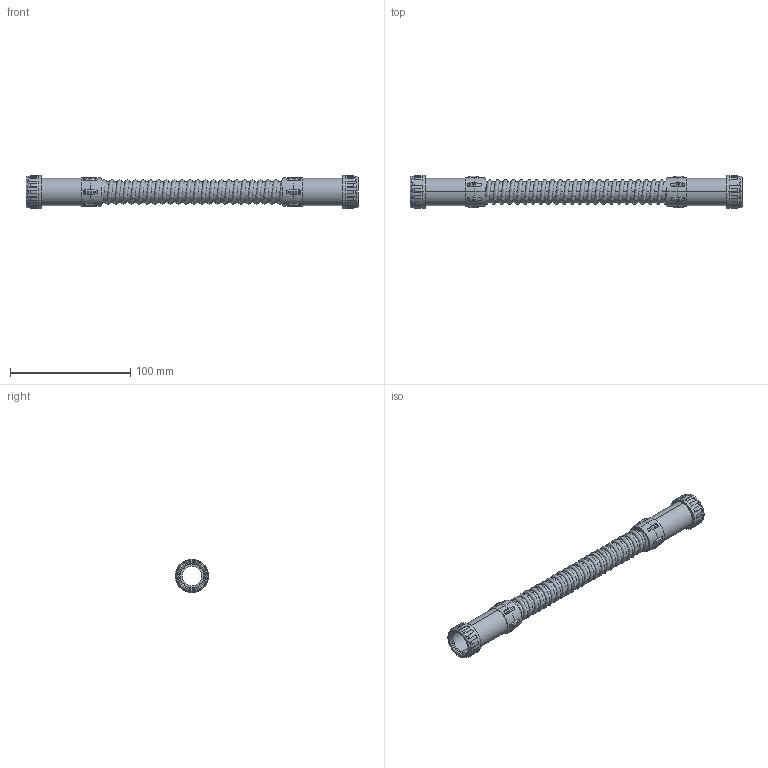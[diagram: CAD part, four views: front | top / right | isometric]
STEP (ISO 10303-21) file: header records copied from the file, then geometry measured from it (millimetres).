
FILE_DESCRIPTION (( 'STEP AP214' ), '1' );
FILE_NAME ('CTA10D-CXT20-K41 - Ìóôòà ãèáêàÿ òðóáà-òðóáà IP65 CXT20.STEP', '2016-05-20T11:53:30', ( '' ), ( '' ), 'SwSTEP 2.0', 'SolidWorks 2014', '' );
FILE_SCHEMA (( 'AUTOMOTIVE_DESIGN' ));
Length unit declared in the file: millimetre
Products named in the file (1): CTA10D-CXT20-K41 - Ìóôòà ãèáêàÿ òðóáà-òðóáà IP65 CXT20
Bounding box: 276 x 27.5 x 27.5 mm (x, y, z)
Volume: 29478.7 mm3; surface area: 38287.6 mm2
Topology: 1 solids, 5 shells, 388 faces, 1058 edges, 664 vertices
Faces by surface type: plane 132, cylinder 95, torus 68, bspline 61, cone 32
Entity records: 25793 total; most frequent: CARTESIAN_POINT 16608, ORIENTED_EDGE 2068, DIRECTION 1760, EDGE_CURVE 1034, AXIS2_PLACEMENT_3D 724, VERTEX_POINT 664, EDGE_LOOP 406, CIRCLE 396
